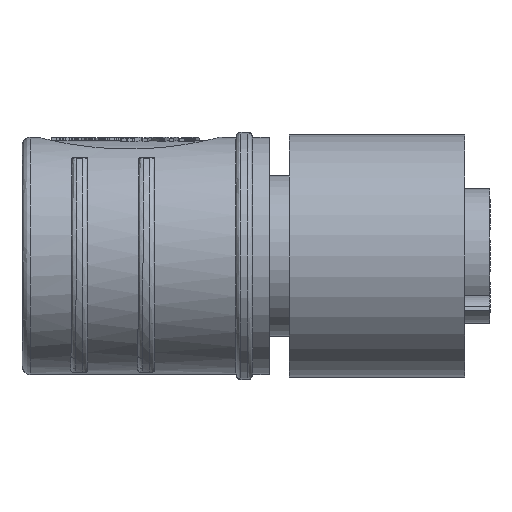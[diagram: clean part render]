
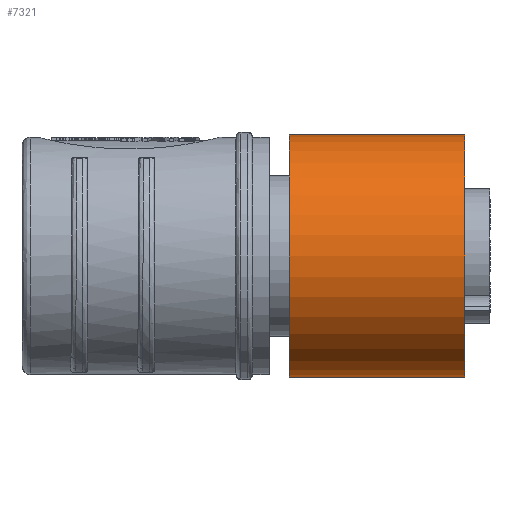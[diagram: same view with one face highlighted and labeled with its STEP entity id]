
A CAD part, left-side view. The second image highlights one B-rep face of the part: STEP entity #7321.
In plain terms, the highlighted cylindrical face has radius 7.25 mm (diameter 14.5 mm), a partial arc.
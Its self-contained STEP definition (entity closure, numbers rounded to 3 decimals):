
#629 = ORIENTED_EDGE ( 'NONE', *, *, #15292, .T. ) ;
#783 = ORIENTED_EDGE ( 'NONE', *, *, #16493, .T. ) ;
#1035 = DIRECTION ( 'NONE',  ( 0., 1., 0. ) ) ;
#2132 = CARTESIAN_POINT ( 'NONE',  ( 0., -9.7, 0. ) ) ;
#2212 = VERTEX_POINT ( 'NONE', #6501 ) ;
#2323 = ORIENTED_EDGE ( 'NONE', *, *, #7391, .T. ) ;
#2438 = AXIS2_PLACEMENT_3D ( 'NONE', #14103, #6268, #15374 ) ;
#3183 = VERTEX_POINT ( 'NONE', #12159 ) ;
#3225 = LINE ( 'NONE', #15240, #3408 ) ;
#3257 = CIRCLE ( 'NONE', #2438, 7.25 ) ;
#3408 = VECTOR ( 'NONE', #11487, 1000. ) ;
#4642 = DIRECTION ( 'NONE',  ( 0., 1., 0. ) ) ;
#5744 = EDGE_CURVE ( 'NONE', #11578, #2212, #3225, .T. ) ;
#6094 = VERTEX_POINT ( 'NONE', #9360 ) ;
#6171 = AXIS2_PLACEMENT_3D ( 'NONE', #2132, #16538, #8826 ) ;
#6188 = FACE_OUTER_BOUND ( 'NONE', #7133, .T. ) ;
#6268 = DIRECTION ( 'NONE',  ( 0., -1., 0. ) ) ;
#6297 = VECTOR ( 'NONE', #1035, 1000. ) ;
#6312 = CYLINDRICAL_SURFACE ( 'NONE', #6171, 7.25 ) ;
#6382 = LINE ( 'NONE', #16702, #6297 ) ;
#6501 = CARTESIAN_POINT ( 'NONE',  ( 0., -1.2, -7.25 ) ) ;
#7133 = EDGE_LOOP ( 'NONE', ( #7593, #629, #2323, #783 ) ) ;
#7321 = ADVANCED_FACE ( 'NONE', ( #6188 ), #6312, .T. ) ;
#7391 = EDGE_CURVE ( 'NONE', #6094, #3183, #6382, .T. ) ;
#7593 = ORIENTED_EDGE ( 'NONE', *, *, #5744, .F. ) ;
#7964 = CARTESIAN_POINT ( 'NONE',  ( 0., -11.7, -7.25 ) ) ;
#8826 = DIRECTION ( 'NONE',  ( 0., 0., 1. ) ) ;
#9360 = CARTESIAN_POINT ( 'NONE',  ( 0., -11.7, 7.25 ) ) ;
#10048 = CIRCLE ( 'NONE', #11453, 7.25 ) ;
#11453 = AXIS2_PLACEMENT_3D ( 'NONE', #12543, #4642, #13819 ) ;
#11487 = DIRECTION ( 'NONE',  ( 0., 1., 0. ) ) ;
#11578 = VERTEX_POINT ( 'NONE', #7964 ) ;
#12159 = CARTESIAN_POINT ( 'NONE',  ( 0., -1.2, 7.25 ) ) ;
#12543 = CARTESIAN_POINT ( 'NONE',  ( 0., -11.7, 0. ) ) ;
#13819 = DIRECTION ( 'NONE',  ( 0., 0., 1. ) ) ;
#14103 = CARTESIAN_POINT ( 'NONE',  ( 0., -1.2, 0. ) ) ;
#15240 = CARTESIAN_POINT ( 'NONE',  ( 0., -9.7, -7.25 ) ) ;
#15292 = EDGE_CURVE ( 'NONE', #11578, #6094, #10048, .T. ) ;
#15374 = DIRECTION ( 'NONE',  ( 0., 0., 1. ) ) ;
#16493 = EDGE_CURVE ( 'NONE', #3183, #2212, #3257, .T. ) ;
#16538 = DIRECTION ( 'NONE',  ( 0., 1., 0. ) ) ;
#16702 = CARTESIAN_POINT ( 'NONE',  ( 0., -9.7, 7.25 ) ) ;
